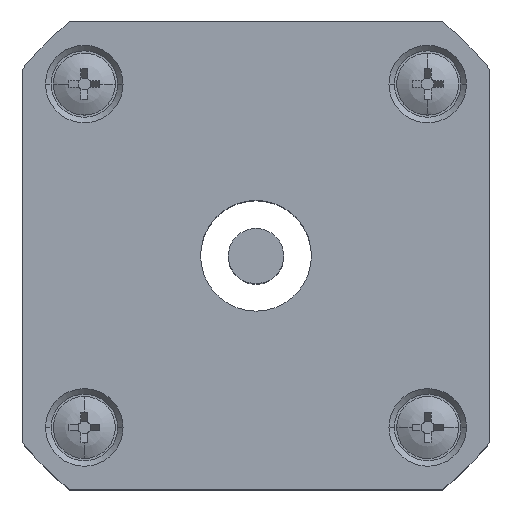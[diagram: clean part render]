
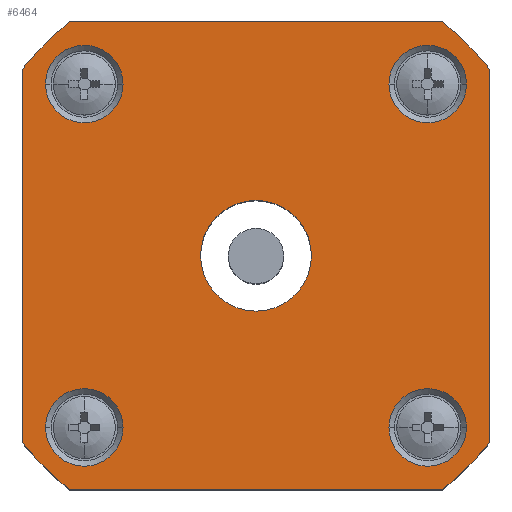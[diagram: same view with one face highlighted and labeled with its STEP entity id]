
A CAD part, top view. The second image highlights one B-rep face of the part: STEP entity #6464.
In plain terms, the highlighted face is planar.
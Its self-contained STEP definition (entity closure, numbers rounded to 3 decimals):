
#4905=CARTESIAN_POINT('',(0.,0.,0.));
#4906=DIRECTION('',(0.,1.,0.));
#4907=DIRECTION('',(-0.624,0.,-0.781));
#4908=AXIS2_PLACEMENT_3D('',#4905,#4906,#4907);
#4910=DIRECTION('',(0.,0.,1.));
#4911=VECTOR('',#4910,33.692);
#4912=CARTESIAN_POINT('',(-21.1,0.,-16.846));
#4913=LINE('',#4912,#4911);
#4914=CARTESIAN_POINT('',(0.,0.,0.));
#4915=DIRECTION('',(0.,1.,0.));
#4916=DIRECTION('',(-0.781,0.,0.624));
#4917=AXIS2_PLACEMENT_3D('',#4914,#4915,#4916);
#4919=DIRECTION('',(1.,0.,0.));
#4920=VECTOR('',#4919,33.692);
#4921=CARTESIAN_POINT('',(-16.846,0.,21.1));
#4922=LINE('',#4921,#4920);
#4923=CARTESIAN_POINT('',(0.,0.,0.));
#4924=DIRECTION('',(0.,1.,0.));
#4925=DIRECTION('',(0.624,0.,0.781));
#4926=AXIS2_PLACEMENT_3D('',#4923,#4924,#4925);
#4928=DIRECTION('',(0.,0.,-1.));
#4929=VECTOR('',#4928,33.692);
#4930=CARTESIAN_POINT('',(21.1,0.,16.846));
#4931=LINE('',#4930,#4929);
#4932=CARTESIAN_POINT('',(0.,0.,0.));
#4933=DIRECTION('',(0.,1.,0.));
#4934=DIRECTION('',(0.781,0.,-0.624));
#4935=AXIS2_PLACEMENT_3D('',#4932,#4933,#4934);
#4937=DIRECTION('',(-1.,0.,0.));
#4938=VECTOR('',#4937,33.692);
#4939=CARTESIAN_POINT('',(16.846,0.,-21.1));
#4940=LINE('',#4939,#4938);
#4941=CARTESIAN_POINT('',(0.,0.,0.));
#4942=DIRECTION('',(0.,1.,0.));
#4943=DIRECTION('',(0.,0.,1.));
#4944=AXIS2_PLACEMENT_3D('',#4941,#4942,#4943);
#4946=CARTESIAN_POINT('',(0.,0.,0.));
#4947=DIRECTION('',(0.,1.,0.));
#4948=DIRECTION('',(0.,0.,-1.));
#4949=AXIS2_PLACEMENT_3D('',#4946,#4947,#4948);
#4951=CARTESIAN_POINT('',(15.5,0.,-15.5));
#4952=DIRECTION('',(0.,1.,0.));
#4953=DIRECTION('',(-1.,0.,0.));
#4954=AXIS2_PLACEMENT_3D('',#4951,#4952,#4953);
#4956=CARTESIAN_POINT('',(15.5,0.,-15.5));
#4957=DIRECTION('',(0.,1.,0.));
#4958=DIRECTION('',(1.,0.,0.));
#4959=AXIS2_PLACEMENT_3D('',#4956,#4957,#4958);
#4961=CARTESIAN_POINT('',(-15.5,0.,-15.5));
#4962=DIRECTION('',(0.,1.,0.));
#4963=DIRECTION('',(-1.,0.,0.));
#4964=AXIS2_PLACEMENT_3D('',#4961,#4962,#4963);
#4966=CARTESIAN_POINT('',(-15.5,0.,-15.5));
#4967=DIRECTION('',(0.,1.,0.));
#4968=DIRECTION('',(1.,0.,0.));
#4969=AXIS2_PLACEMENT_3D('',#4966,#4967,#4968);
#4971=CARTESIAN_POINT('',(15.5,0.,15.5));
#4972=DIRECTION('',(0.,1.,0.));
#4973=DIRECTION('',(-1.,0.,0.));
#4974=AXIS2_PLACEMENT_3D('',#4971,#4972,#4973);
#4976=CARTESIAN_POINT('',(15.5,0.,15.5));
#4977=DIRECTION('',(0.,1.,0.));
#4978=DIRECTION('',(1.,0.,0.));
#4979=AXIS2_PLACEMENT_3D('',#4976,#4977,#4978);
#4981=CARTESIAN_POINT('',(-15.5,0.,15.5));
#4982=DIRECTION('',(0.,1.,0.));
#4983=DIRECTION('',(-1.,0.,0.));
#4984=AXIS2_PLACEMENT_3D('',#4981,#4982,#4983);
#4986=CARTESIAN_POINT('',(-15.5,0.,15.5));
#4987=DIRECTION('',(0.,1.,0.));
#4988=DIRECTION('',(1.,0.,0.));
#4989=AXIS2_PLACEMENT_3D('',#4986,#4987,#4988);
#6115=CARTESIAN_POINT('',(-16.846,0.,-21.1));
#6116=CARTESIAN_POINT('',(-21.1,0.,-16.846));
#6117=VERTEX_POINT('',#6115);
#6118=VERTEX_POINT('',#6116);
#6119=CARTESIAN_POINT('',(-21.1,0.,16.846));
#6120=VERTEX_POINT('',#6119);
#6121=CARTESIAN_POINT('',(-16.846,0.,21.1));
#6122=VERTEX_POINT('',#6121);
#6123=CARTESIAN_POINT('',(16.846,0.,21.1));
#6124=VERTEX_POINT('',#6123);
#6125=CARTESIAN_POINT('',(21.1,0.,16.846));
#6126=VERTEX_POINT('',#6125);
#6127=CARTESIAN_POINT('',(21.1,0.,-16.846));
#6128=VERTEX_POINT('',#6127);
#6129=CARTESIAN_POINT('',(16.846,0.,-21.1));
#6130=VERTEX_POINT('',#6129);
#6163=CARTESIAN_POINT('',(0.,0.,5.));
#6164=CARTESIAN_POINT('',(0.,0.,-5.));
#6165=VERTEX_POINT('',#6163);
#6166=VERTEX_POINT('',#6164);
#6291=CARTESIAN_POINT('',(12.,0.,-15.5));
#6292=CARTESIAN_POINT('',(19.,0.,-15.5));
#6293=VERTEX_POINT('',#6291);
#6294=VERTEX_POINT('',#6292);
#6335=CARTESIAN_POINT('',(-19.,0.,-15.5));
#6336=CARTESIAN_POINT('',(-12.,0.,-15.5));
#6337=VERTEX_POINT('',#6335);
#6338=VERTEX_POINT('',#6336);
#6343=CARTESIAN_POINT('',(12.,0.,15.5));
#6344=CARTESIAN_POINT('',(19.,0.,15.5));
#6345=VERTEX_POINT('',#6343);
#6346=VERTEX_POINT('',#6344);
#6351=CARTESIAN_POINT('',(-19.,0.,15.5));
#6352=CARTESIAN_POINT('',(-12.,0.,15.5));
#6353=VERTEX_POINT('',#6351);
#6354=VERTEX_POINT('',#6352);
#6411=CARTESIAN_POINT('',(0.,0.,0.));
#6412=DIRECTION('',(0.,1.,0.));
#6413=DIRECTION('',(1.,0.,0.));
#6414=AXIS2_PLACEMENT_3D('',#6411,#6412,#6413);
#6415=PLANE('',#6414);
#6417=ORIENTED_EDGE('',*,*,#6416,.T.);
#6419=ORIENTED_EDGE('',*,*,#6418,.T.);
#6421=ORIENTED_EDGE('',*,*,#6420,.T.);
#6423=ORIENTED_EDGE('',*,*,#6422,.T.);
#6425=ORIENTED_EDGE('',*,*,#6424,.T.);
#6427=ORIENTED_EDGE('',*,*,#6426,.T.);
#6429=ORIENTED_EDGE('',*,*,#6428,.T.);
#6431=ORIENTED_EDGE('',*,*,#6430,.T.);
#6432=EDGE_LOOP('',(#6417,#6419,#6421,#6423,#6425,#6427,#6429,#6431));
#6433=FACE_OUTER_BOUND('',#6432,.F.);
#6435=ORIENTED_EDGE('',*,*,#6434,.F.);
#6437=ORIENTED_EDGE('',*,*,#6436,.F.);
#6438=EDGE_LOOP('',(#6435,#6437));
#6439=FACE_BOUND('',#6438,.F.);
#6441=ORIENTED_EDGE('',*,*,#6440,.F.);
#6443=ORIENTED_EDGE('',*,*,#6442,.F.);
#6444=EDGE_LOOP('',(#6441,#6443));
#6445=FACE_BOUND('',#6444,.F.);
#6447=ORIENTED_EDGE('',*,*,#6446,.F.);
#6449=ORIENTED_EDGE('',*,*,#6448,.F.);
#6450=EDGE_LOOP('',(#6447,#6449));
#6451=FACE_BOUND('',#6450,.F.);
#6453=ORIENTED_EDGE('',*,*,#6452,.F.);
#6455=ORIENTED_EDGE('',*,*,#6454,.F.);
#6456=EDGE_LOOP('',(#6453,#6455));
#6457=FACE_BOUND('',#6456,.F.);
#6459=ORIENTED_EDGE('',*,*,#6458,.F.);
#6461=ORIENTED_EDGE('',*,*,#6460,.F.);
#6462=EDGE_LOOP('',(#6459,#6461));
#6463=FACE_BOUND('',#6462,.F.);
#6464=ADVANCED_FACE('',(#6433,#6439,#6445,#6451,#6457,#6463),#6415,.F.);
#4909=CIRCLE('',#4908,27.);
#4918=CIRCLE('',#4917,27.);
#4927=CIRCLE('',#4926,27.);
#4936=CIRCLE('',#4935,27.);
#4945=CIRCLE('',#4944,5.);
#4950=CIRCLE('',#4949,5.);
#4955=CIRCLE('',#4954,3.5);
#4960=CIRCLE('',#4959,3.5);
#4965=CIRCLE('',#4964,3.5);
#4970=CIRCLE('',#4969,3.5);
#4975=CIRCLE('',#4974,3.5);
#4980=CIRCLE('',#4979,3.5);
#4985=CIRCLE('',#4984,3.5);
#4990=CIRCLE('',#4989,3.5);
#6416=EDGE_CURVE('',#6117,#6118,#4909,.T.);
#6418=EDGE_CURVE('',#6118,#6120,#4913,.T.);
#6420=EDGE_CURVE('',#6120,#6122,#4918,.T.);
#6422=EDGE_CURVE('',#6122,#6124,#4922,.T.);
#6424=EDGE_CURVE('',#6124,#6126,#4927,.T.);
#6426=EDGE_CURVE('',#6126,#6128,#4931,.T.);
#6428=EDGE_CURVE('',#6128,#6130,#4936,.T.);
#6430=EDGE_CURVE('',#6130,#6117,#4940,.T.);
#6434=EDGE_CURVE('',#6165,#6166,#4945,.T.);
#6436=EDGE_CURVE('',#6166,#6165,#4950,.T.);
#6440=EDGE_CURVE('',#6293,#6294,#4955,.T.);
#6442=EDGE_CURVE('',#6294,#6293,#4960,.T.);
#6446=EDGE_CURVE('',#6337,#6338,#4965,.T.);
#6448=EDGE_CURVE('',#6338,#6337,#4970,.T.);
#6452=EDGE_CURVE('',#6345,#6346,#4975,.T.);
#6454=EDGE_CURVE('',#6346,#6345,#4980,.T.);
#6458=EDGE_CURVE('',#6353,#6354,#4985,.T.);
#6460=EDGE_CURVE('',#6354,#6353,#4990,.T.);
